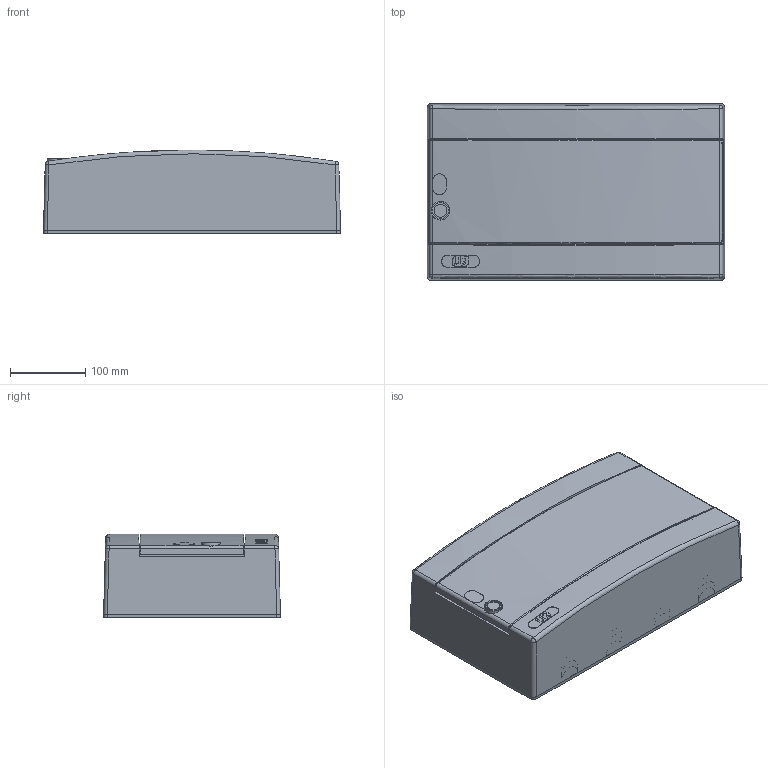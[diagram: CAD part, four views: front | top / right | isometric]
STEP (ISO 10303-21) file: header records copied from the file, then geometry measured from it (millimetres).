
FILE_DESCRIPTION((''),'2;1');
FILE_NAME('ECT_36_PO_ASM','2024-08-12T10:32:31',('klemen.sitar'),('Audax d.o.o.'),'CREO PARAMETRIC BY PTC INC, 2021304','CREO PARAMETRIC BY PTC INC, 2021304','');
FILE_SCHEMA(('AP242_MANAGED_MODEL_BASED_3D_ENGINEERING_MIM_LF { 1 0 10303 442 1 1 4 }'));
Products named in the file (13): DNO_18_1_1_2_3_4_1; MASKA_JEDNOREDNE_NAZIDNE_TABL_5; LIMENA_SINA_18_1_1_1_2_3_4_1; SRAF_ZA_RAZVODNE_TABLE_18_1_1_4; PAN_HEAD_CROSS_RECESS_SCREW_D_8; DOOR_18_1_1_2_3_4_1; ETI_LOGO_1_1_1_1_1_1_2_3_4_1; ETI_LOGO_2_1_1_1_1_1_2_3_4_1; ETI_LOGO_3_1_1_1_1_1_2_3_4_1; ETI_LOGO_ASM_1_1_ASM_1_ASM_1__4_ASM; LOGO_ASM_1_1_2_3_4_ASM_1_ASM; ECT_18_PO_ASM; ECT_36_PO_ASM
Assembly tree (16 placements, depth 5):
  ECT_36_PO_ASM
    ECT_18_PO_ASM
      DNO_18_1_1_2_3_4_1
      MASKA_JEDNOREDNE_NAZIDNE_TABL_5
      LIMENA_SINA_18_1_1_1_2_3_4_1
      SRAF_ZA_RAZVODNE_TABLE_18_1_1_4  x4
      PAN_HEAD_CROSS_RECESS_SCREW_D_8  x2
      DOOR_18_1_1_2_3_4_1
      LOGO_ASM_1_1_2_3_4_ASM_1_ASM
        ETI_LOGO_ASM_1_1_ASM_1_ASM_1__4_ASM
          ETI_LOGO_1_1_1_1_1_1_2_3_4_1
          ETI_LOGO_2_1_1_1_1_1_2_3_4_1
          ETI_LOGO_3_1_1_1_1_1_2_3_4_1
Bounding box: 395.8 x 235.61 x 111.6 mm (x, y, z)
Volume: 932291.5 mm3; surface area: 877915 mm2
Topology: 13 solids, 13 shells, 2458 faces, 6672 edges, 4329 vertices
Faces by surface type: plane 1502, cylinder 582, cone 222, torus 58, bspline 52, sphere 42
Entity records: 85806 total; most frequent: CARTESIAN_POINT 14070, ORIENTED_EDGE 10690, DIRECTION 10190, PRESENTATION_STYLE_ASSIGNMENT 5954, STYLED_ITEM 5954, CURVE_STYLE 5345, EDGE_CURVE 5345, VERTEX_POINT 3541
